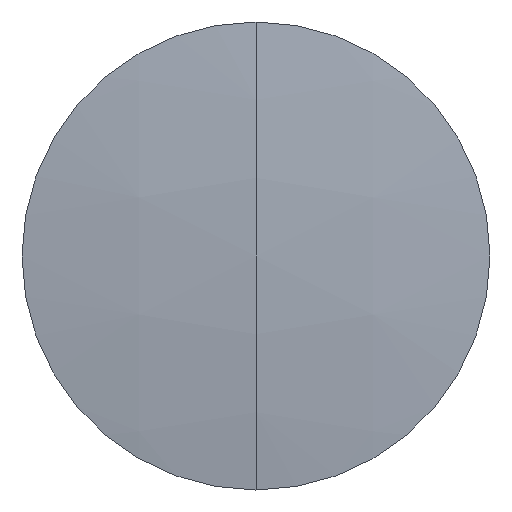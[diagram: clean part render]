
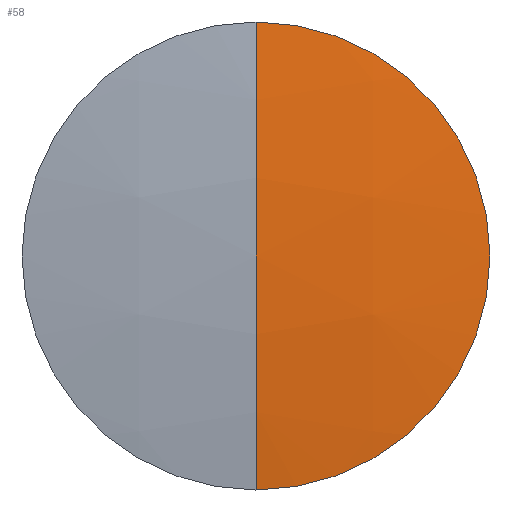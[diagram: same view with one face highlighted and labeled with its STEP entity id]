
A CAD part, left-side view. The second image highlights one B-rep face of the part: STEP entity #58.
In plain terms, the highlighted spherical face has radius 61.954 mm.
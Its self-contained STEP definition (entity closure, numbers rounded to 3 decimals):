
#7 = EDGE_LOOP ( 'NONE', ( #101, #62, #22 ) ) ;
#22 = ORIENTED_EDGE ( 'NONE', *, *, #232, .F. ) ;
#26 = DIRECTION ( 'NONE',  ( 0., 1., 0. ) ) ;
#36 = VERTEX_POINT ( 'NONE', #119 ) ;
#40 = EDGE_CURVE ( 'NONE', #102, #36, #345, .T. ) ;
#58 = ADVANCED_FACE ( 'NONE', ( #254 ), #117, .T. ) ;
#62 = ORIENTED_EDGE ( 'NONE', *, *, #40, .T. ) ;
#83 = AXIS2_PLACEMENT_3D ( 'NONE', #209, #185, #142 ) ;
#93 = CARTESIAN_POINT ( 'NONE',  ( 33.615, 0., 8. ) ) ;
#96 = DIRECTION ( 'NONE',  ( 0., 0., -1. ) ) ;
#101 = ORIENTED_EDGE ( 'NONE', *, *, #257, .T. ) ;
#102 = VERTEX_POINT ( 'NONE', #93 ) ;
#106 = DIRECTION ( 'NONE',  ( 0., 0., -1. ) ) ;
#117 = SPHERICAL_SURFACE ( 'NONE', #169, 61.954 ) ;
#119 = CARTESIAN_POINT ( 'NONE',  ( 33.096, 0., 0. ) ) ;
#142 = DIRECTION ( 'NONE',  ( 0., 0., 1. ) ) ;
#143 = CIRCLE ( 'NONE', #259, 61.954 ) ;
#158 = DIRECTION ( 'NONE',  ( 0., 0., 1. ) ) ;
#161 = DIRECTION ( 'NONE',  ( 0., -1., 0. ) ) ;
#169 = AXIS2_PLACEMENT_3D ( 'NONE', #234, #161, #106 ) ;
#185 = DIRECTION ( 'NONE',  ( -1., 0., 0. ) ) ;
#209 = CARTESIAN_POINT ( 'NONE',  ( 33.615, 0., 0. ) ) ;
#210 = CARTESIAN_POINT ( 'NONE',  ( 95.05, 0., 0. ) ) ;
#213 = CARTESIAN_POINT ( 'NONE',  ( 95.05, 0., 0. ) ) ;
#218 = AXIS2_PLACEMENT_3D ( 'NONE', #213, #298, #96 ) ;
#223 = VERTEX_POINT ( 'NONE', #294 ) ;
#232 = EDGE_CURVE ( 'NONE', #223, #36, #143, .T. ) ;
#234 = CARTESIAN_POINT ( 'NONE',  ( 95.05, 0., 0. ) ) ;
#254 = FACE_OUTER_BOUND ( 'NONE', #7, .T. ) ;
#257 = EDGE_CURVE ( 'NONE', #223, #102, #267, .T. ) ;
#259 = AXIS2_PLACEMENT_3D ( 'NONE', #210, #26, #158 ) ;
#267 = CIRCLE ( 'NONE', #83, 8. ) ;
#294 = CARTESIAN_POINT ( 'NONE',  ( 33.615, 0., -8. ) ) ;
#298 = DIRECTION ( 'NONE',  ( 0., -1., 0. ) ) ;
#345 = CIRCLE ( 'NONE', #218, 61.954 ) ;
